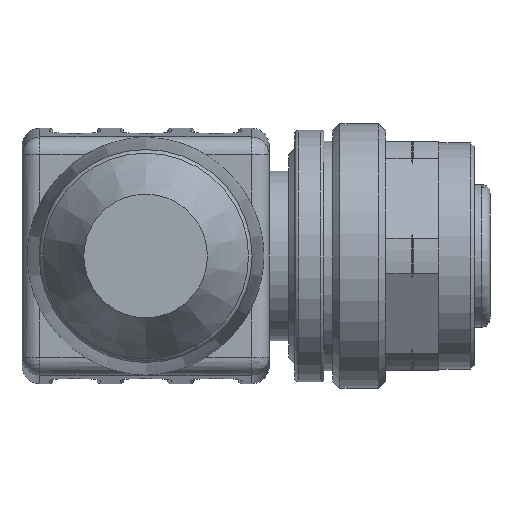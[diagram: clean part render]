
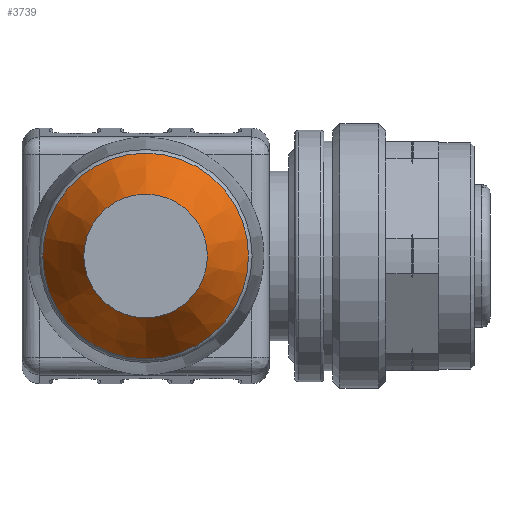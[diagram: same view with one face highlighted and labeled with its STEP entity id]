
A CAD part, left-side view. The second image highlights one B-rep face of the part: STEP entity #3739.
In plain terms, the highlighted conical face has half-angle 30.167 degrees and reference radius 5.825 mm.
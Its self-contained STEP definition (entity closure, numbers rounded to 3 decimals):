
#120=FACE_BOUND($,#1026,.T.);
#176=CONICAL_SURFACE($,#3998,5.825,30.167);
#775=FACE_OUTER_BOUND($,#1025,.T.);
#1025=EDGE_LOOP($,(#2553));
#1026=EDGE_LOOP($,(#2554));
#1323=CIRCLE($,#3986,3.5);
#1328=CIRCLE($,#3999,5.825);
#1592=VERTEX_POINT($,#5705);
#1609=VERTEX_POINT($,#5753);
#1961=EDGE_CURVE($,#1592,#1592,#1323,.T.);
#1984=EDGE_CURVE($,#1609,#1609,#1328,.T.);
#2553=ORIENTED_EDGE($,*,*,#1984,.T.);
#2554=ORIENTED_EDGE($,*,*,#1961,.F.);
#3739=ADVANCED_FACE($,(#775,#120),#176,.T.);
#3986=AXIS2_PLACEMENT_3D($,#5706,#4483,#4484);
#3998=AXIS2_PLACEMENT_3D($,#5752,#4525,#4526);
#3999=AXIS2_PLACEMENT_3D($,#5754,#4527,#4528);
#4483=DIRECTION('center_axis',(-1.,0.,0.));
#4484=DIRECTION('ref_axis',(0.,0.,1.));
#4525=DIRECTION('center_axis',(1.,0.,0.));
#4526=DIRECTION('ref_axis',(0.,0.,-1.));
#4527=DIRECTION('center_axis',(-1.,0.,0.));
#4528=DIRECTION('ref_axis',(0.,0.,1.));
#5705=CARTESIAN_POINT('',(19.375,69.5,3.5));
#5706=CARTESIAN_POINT('Origin',(19.375,69.5,0.));
#5752=CARTESIAN_POINT('Origin',(23.375,69.5,0.));
#5753=CARTESIAN_POINT('',(23.375,69.5,5.825));
#5754=CARTESIAN_POINT('Origin',(23.375,69.5,0.));
